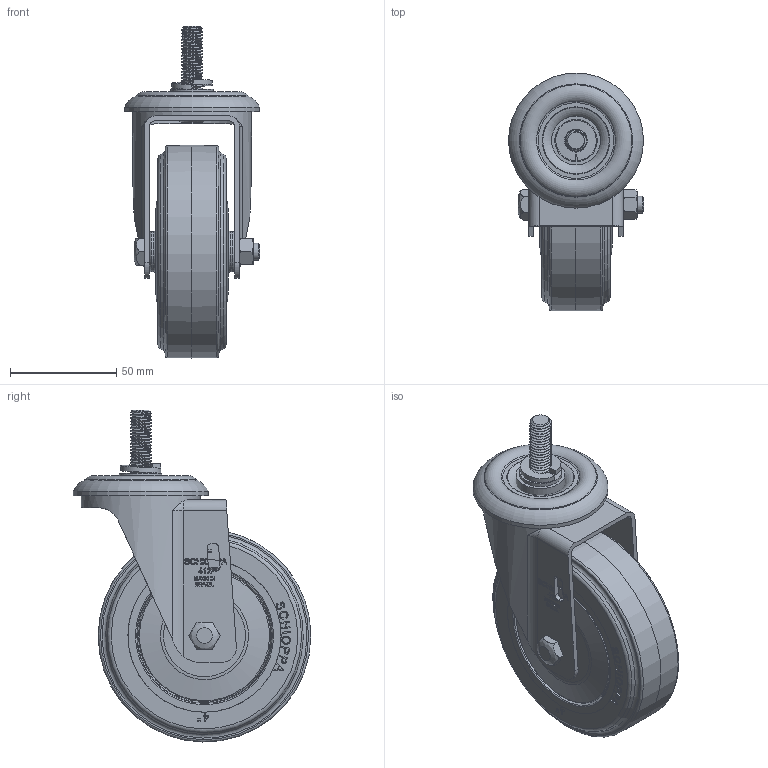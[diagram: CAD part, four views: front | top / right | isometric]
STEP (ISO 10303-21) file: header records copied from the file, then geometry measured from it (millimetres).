
FILE_DESCRIPTION(/* description */ (''),/* implementation_level */ '2;1');
FILE_NAME(/* name */ '31-SM10D4-0.step',/* time_stamp */ '2021-02-08T10:36:08-05:00',/* author */ (''),/* organization */ (''),/* preprocessor_version */ 'ST-DEVELOPER v18.1',/* originating_system */ 'Autodesk Translation Framework v9.7.1.1290',/* authorisation */ '');
FILE_SCHEMA (('AUTOMOTIVE_DESIGN { 1 0 10303 214 3 1 1 }'));
Length unit declared in the file: millimetre
Products named in the file (12): 31-SM10D4-0; SC GERAL 412_GLES; SC GLE 412; SC EIXO 312; R 412 BPE NPE NTE SPE TBE TPE UPE; Caster Hardware v2; M10SMW-0 v1; 98689A117; M10LKW-0 v1; 94241A560; M10x40BHCS-0 v1; 94500A336
Assembly tree (11 placements, depth 4):
  31-SM10D4-0
    SC GERAL 412_GLES
      SC GLE 412
    SC EIXO 312
    R 412 BPE NPE NTE SPE TBE TPE UPE
    Caster Hardware v2
      M10SMW-0 v1
        98689A117
      M10LKW-0 v1
        94241A560
      M10x40BHCS-0 v1
        94500A336
Bounding box: 63.5 x 111.74 x 156.06 mm (x, y, z)
Volume: 232339.5 mm3; surface area: 135342.5 mm2
Topology: 66 solids, 66 shells, 2675 faces, 7107 edges, 4543 vertices
Faces by surface type: plane 1219, cylinder 627, bspline 365, torus 293, sphere 101, cone 70
Full cylindrical faces by diameter (mm): 7.9 x1, 8.051 x26, 8.1 x3, 8.2 x2, 10 x26, 10.2 x2, 10.5 x1, 13.2 x1, 17 x5, 18 x1, 19 x2, 20 x1, 22.4 x2, 23 x1, 25.098 x1, 26.902 x1, 29.6 x2, 33 x2, 35 x2, 46 x1, 56 x1, 62 x2, 63.494 x1
Entity records: 117808 total; most frequent: CARTESIAN_POINT 54519, ORIENTED_EDGE 13940, DIRECTION 11715, EDGE_CURVE 6970, VERTEX_POINT 4543, AXIS2_PLACEMENT_3D 4046, LINE 3623, VECTOR 3623
